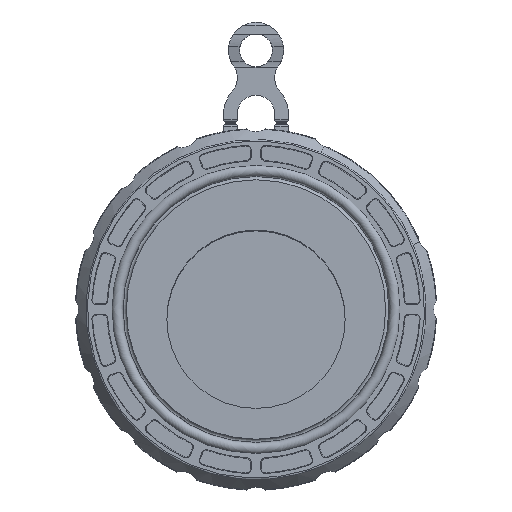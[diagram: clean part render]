
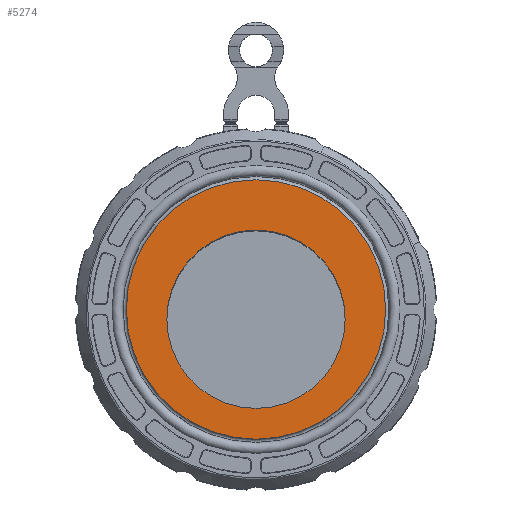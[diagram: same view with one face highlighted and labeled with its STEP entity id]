
A CAD part, left-side view. The second image highlights one B-rep face of the part: STEP entity #5274.
In plain terms, the highlighted planar face has unit normal (-1, 0, 0).
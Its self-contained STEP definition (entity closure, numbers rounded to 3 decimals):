
#4197=CARTESIAN_POINT('',(-16.0,0.,80.0));
#4198=VERTEX_POINT('',#4197);
#4199=CARTESIAN_POINT('',(-16.0,0.0,0.0));
#4200=DIRECTION('',(-1.0,0.0,0.0));
#4201=DIRECTION('',(0.0,0.0,-1.0));
#4202=AXIS2_PLACEMENT_3D('',#4199,#4200,#4201);
#4203=CIRCLE('',#4202,80.0);
#4204=EDGE_CURVE('',#4198,#4198,#4203,.T.);
#4623=CARTESIAN_POINT('',(-16.0,0.,49.0));
#4624=VERTEX_POINT('',#4623);
#4625=CARTESIAN_POINT('',(-16.0,0.0,-6.));
#4626=DIRECTION('',(1.0,0.0,0.0));
#4627=DIRECTION('',(0.0,0.0,-1.0));
#4628=AXIS2_PLACEMENT_3D('',#4625,#4626,#4627);
#4629=CIRCLE('',#4628,55.0);
#4630=EDGE_CURVE('',#4624,#4624,#4629,.T.);
#5263=CARTESIAN_POINT('',(-16.0,-48.032,19.896));
#5264=DIRECTION('',(-1.0,0.0,0.0));
#5265=DIRECTION('',(0.0,0.0,1.0));
#5266=AXIS2_PLACEMENT_3D('',#5263,#5264,#5265);
#5267=PLANE('',#5266);
#5268=ORIENTED_EDGE('',*,*,#4204,.T.);
#5269=EDGE_LOOP('',(#5268));
#5270=FACE_OUTER_BOUND('',#5269,.T.);
#5271=ORIENTED_EDGE('',*,*,#4630,.T.);
#5272=EDGE_LOOP('',(#5271));
#5273=FACE_BOUND('',#5272,.T.);
#5274=ADVANCED_FACE('',(#5270,#5273),#5267,.T.);
